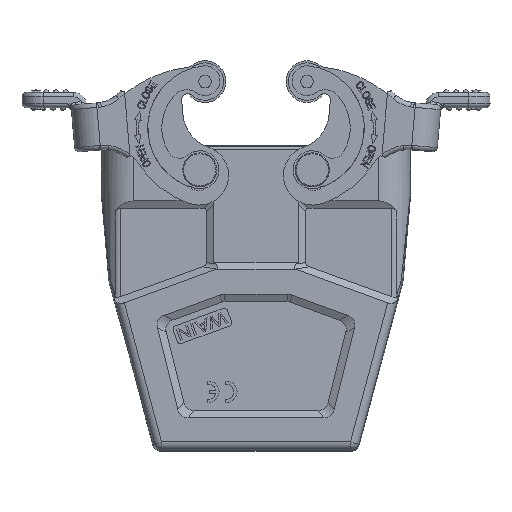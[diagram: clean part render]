
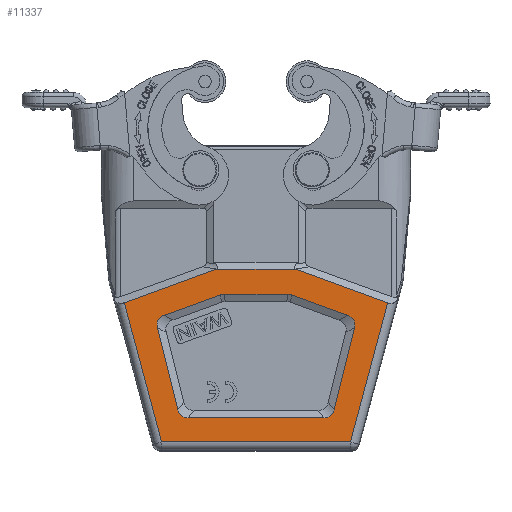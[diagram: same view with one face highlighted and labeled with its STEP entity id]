
A CAD part, front view. The second image highlights one B-rep face of the part: STEP entity #11337.
In plain terms, the highlighted planar face has unit normal (0, -1, 0).
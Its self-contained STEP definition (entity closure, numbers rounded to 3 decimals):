
#11337=ADVANCED_FACE('',(#12733,#12734),#12149,.F.);
#12149=PLANE('',#36276);
#12165=ELLIPSE('',#33960,12.156,5.);
#12166=ELLIPSE('',#33963,12.156,5.);
#12167=ELLIPSE('',#33966,12.766,5.);
#12168=ELLIPSE('',#33969,10.116,5.);
#12169=ELLIPSE('',#33972,10.116,5.);
#12170=ELLIPSE('',#33975,12.766,5.);
#12733=FACE_BOUND('',#14534,.T.);
#12734=FACE_BOUND('',#14535,.T.);
#14534=EDGE_LOOP('',(#26634,#26635,#26636,#26637,#26638,#26639,#26640,#26641,
#26642,#26643,#26644,#26645));
#14535=EDGE_LOOP('',(#26646,#26647,#26648,#26649,#26650,#26651));
#14700=LINE('',#43894,#16952);
#14703=LINE('',#43902,#16955);
#14706=LINE('',#43910,#16958);
#14709=LINE('',#43918,#16961);
#14712=LINE('',#43926,#16964);
#14714=LINE('',#43932,#16966);
#16759=LINE('',#57767,#19089);
#16768=LINE('',#57842,#19098);
#16769=LINE('',#57846,#19099);
#16771=LINE('',#57856,#19101);
#16781=LINE('',#57897,#19111);
#16782=LINE('',#57899,#19112);
#16952=VECTOR('',#36644,1.);
#16955=VECTOR('',#36653,1.);
#16958=VECTOR('',#36662,1.);
#16961=VECTOR('',#36671,1.);
#16964=VECTOR('',#36680,1.);
#16966=VECTOR('',#36688,1.);
#19089=VECTOR('',#43327,1.);
#19098=VECTOR('',#43370,1.);
#19099=VECTOR('',#43375,1.);
#19101=VECTOR('',#43387,1.);
#19111=VECTOR('',#43429,1.);
#19112=VECTOR('',#43432,1.);
#26634=ORIENTED_EDGE('',*,*,#29395,.T.);
#26635=ORIENTED_EDGE('',*,*,#29393,.F.);
#26636=ORIENTED_EDGE('',*,*,#29391,.T.);
#26637=ORIENTED_EDGE('',*,*,#29389,.T.);
#26638=ORIENTED_EDGE('',*,*,#29387,.T.);
#26639=ORIENTED_EDGE('',*,*,#29385,.F.);
#26640=ORIENTED_EDGE('',*,*,#29383,.T.);
#26641=ORIENTED_EDGE('',*,*,#29381,.T.);
#26642=ORIENTED_EDGE('',*,*,#29379,.T.);
#26643=ORIENTED_EDGE('',*,*,#29377,.T.);
#26644=ORIENTED_EDGE('',*,*,#29375,.F.);
#26645=ORIENTED_EDGE('',*,*,#29396,.T.);
#26646=ORIENTED_EDGE('',*,*,#32933,.T.);
#26647=ORIENTED_EDGE('',*,*,#32928,.F.);
#26648=ORIENTED_EDGE('',*,*,#32926,.F.);
#26649=ORIENTED_EDGE('',*,*,#32906,.T.);
#26650=ORIENTED_EDGE('',*,*,#32951,.F.);
#26651=ORIENTED_EDGE('',*,*,#32952,.F.);
#26844=VERTEX_POINT('',#43887);
#26845=VERTEX_POINT('',#43889);
#26846=VERTEX_POINT('',#43893);
#26847=VERTEX_POINT('',#43897);
#26848=VERTEX_POINT('',#43901);
#26849=VERTEX_POINT('',#43905);
#26850=VERTEX_POINT('',#43909);
#26851=VERTEX_POINT('',#43913);
#26852=VERTEX_POINT('',#43917);
#26853=VERTEX_POINT('',#43921);
#26854=VERTEX_POINT('',#43925);
#26855=VERTEX_POINT('',#43929);
#29153=VERTEX_POINT('',#57761);
#29154=VERTEX_POINT('',#57765);
#29164=VERTEX_POINT('',#57843);
#29165=VERTEX_POINT('',#57847);
#29166=VERTEX_POINT('',#57853);
#29174=VERTEX_POINT('',#57896);
#29375=EDGE_CURVE('',#26845,#26844,#12165,.T.);
#29377=EDGE_CURVE('',#26846,#26844,#14700,.T.);
#29379=EDGE_CURVE('',#26847,#26846,#12166,.T.);
#29381=EDGE_CURVE('',#26848,#26847,#14703,.T.);
#29383=EDGE_CURVE('',#26849,#26848,#12167,.T.);
#29385=EDGE_CURVE('',#26849,#26850,#14706,.T.);
#29387=EDGE_CURVE('',#26851,#26850,#12168,.T.);
#29389=EDGE_CURVE('',#26852,#26851,#14709,.T.);
#29391=EDGE_CURVE('',#26853,#26852,#12169,.T.);
#29393=EDGE_CURVE('',#26853,#26854,#14712,.T.);
#29395=EDGE_CURVE('',#26855,#26854,#12170,.T.);
#29396=EDGE_CURVE('',#26845,#26855,#14714,.T.);
#32906=EDGE_CURVE('',#29154,#29153,#16759,.T.);
#32926=EDGE_CURVE('',#29154,#29164,#16768,.T.);
#32928=EDGE_CURVE('',#29164,#29165,#16769,.T.);
#32933=EDGE_CURVE('',#29166,#29165,#16771,.T.);
#32951=EDGE_CURVE('',#29174,#29153,#16781,.T.);
#32952=EDGE_CURVE('',#29166,#29174,#16782,.T.);
#33960=AXIS2_PLACEMENT_3D('',#43890,#36639,#36640);
#33963=AXIS2_PLACEMENT_3D('',#43898,#36648,#36649);
#33966=AXIS2_PLACEMENT_3D('',#43906,#36657,#36658);
#33969=AXIS2_PLACEMENT_3D('',#43914,#36666,#36667);
#33972=AXIS2_PLACEMENT_3D('',#43922,#36675,#36676);
#33975=AXIS2_PLACEMENT_3D('',#43930,#36684,#36685);
#36276=AXIS2_PLACEMENT_3D('',#57901,#43435,#43436);
#36639=DIRECTION('',(0.,-1.,0.));
#36640=DIRECTION('',(-0.624,0.,-0.782));
#36644=DIRECTION('',(-1.,0.,0.));
#36648=DIRECTION('',(0.,1.,0.));
#36649=DIRECTION('',(0.624,0.,-0.782));
#36653=DIRECTION('',(-0.242,0.,-0.97));
#36657=DIRECTION('',(0.,1.,0.));
#36658=DIRECTION('',(-0.887,0.,-0.462));
#36662=DIRECTION('',(-0.94,0.,0.342));
#36666=DIRECTION('',(0.,1.,0.));
#36667=DIRECTION('',(0.174,0.,0.985));
#36671=DIRECTION('',(1.,0.,0.));
#36675=DIRECTION('',(0.,1.,0.));
#36676=DIRECTION('',(-0.174,0.,0.985));
#36680=DIRECTION('',(-0.94,0.,-0.342));
#36684=DIRECTION('',(0.,1.,0.));
#36685=DIRECTION('',(0.887,0.,-0.462));
#36688=DIRECTION('',(-0.242,0.,0.97));
#43327=DIRECTION('',(-1.,0.,0.));
#43370=DIRECTION('',(0.94,0.,-0.342));
#43375=DIRECTION('',(-0.259,0.,-0.966));
#43387=DIRECTION('',(1.,0.,0.));
#43429=DIRECTION('',(0.94,0.,0.342));
#43432=DIRECTION('',(-0.259,0.,0.966));
#43435=DIRECTION('',(0.,1.,0.));
#43436=DIRECTION('',(1.,0.,0.));
#43887=CARTESIAN_POINT('',(-15.977,-22.5,-64.151));
#43889=CARTESIAN_POINT('',(-18.398,-22.5,-62.277));
#43890=CARTESIAN_POINT('',(-9.991,-22.5,-54.151));
#43893=CARTESIAN_POINT('',(15.977,-22.5,-64.151));
#43894=CARTESIAN_POINT('',(15.977,-22.5,-64.151));
#43897=CARTESIAN_POINT('',(18.398,-22.5,-62.277));
#43898=CARTESIAN_POINT('',(9.991,-22.5,-54.151));
#43901=CARTESIAN_POINT('',(23.224,-22.5,-42.895));
#43902=CARTESIAN_POINT('',(23.224,-22.5,-42.895));
#43905=CARTESIAN_POINT('',(21.647,-22.5,-39.967));
#43906=CARTESIAN_POINT('',(11.769,-22.5,-47.013));
#43909=CARTESIAN_POINT('',(8.414,-22.5,-35.151));
#43910=CARTESIAN_POINT('',(21.647,-22.5,-39.967));
#43913=CARTESIAN_POINT('',(7.559,-22.5,-35.));
#43914=CARTESIAN_POINT('',(6.237,-22.5,-45.));
#43917=CARTESIAN_POINT('',(-7.559,-22.5,-35.));
#43918=CARTESIAN_POINT('',(-7.559,-22.5,-35.));
#43921=CARTESIAN_POINT('',(-8.414,-22.5,-35.151));
#43922=CARTESIAN_POINT('',(-6.237,-22.5,-45.));
#43925=CARTESIAN_POINT('',(-21.647,-22.5,-39.967));
#43926=CARTESIAN_POINT('',(-8.414,-22.5,-35.151));
#43929=CARTESIAN_POINT('',(-23.224,-22.5,-42.895));
#43930=CARTESIAN_POINT('',(-11.769,-22.5,-47.013));
#43932=CARTESIAN_POINT('',(-18.398,-22.5,-62.277));
#57761=CARTESIAN_POINT('',(-9.211,-22.499,-29.055));
#57765=CARTESIAN_POINT('',(9.211,-22.499,-29.055));
#57767=CARTESIAN_POINT('',(0.,-22.5,-29.057));
#57842=CARTESIAN_POINT('',(22.07,-22.5,-33.736));
#57843=CARTESIAN_POINT('',(31.065,-22.5,-37.01));
#57846=CARTESIAN_POINT('',(38.236,-22.5,-10.245));
#57847=CARTESIAN_POINT('',(22.273,-22.5,-69.821));
#57853=CARTESIAN_POINT('',(-22.273,-22.5,-69.821));
#57856=CARTESIAN_POINT('',(-22.273,-22.5,-69.821));
#57896=CARTESIAN_POINT('',(-31.065,-22.5,-37.01));
#57897=CARTESIAN_POINT('',(-22.07,-22.5,-33.736));
#57899=CARTESIAN_POINT('',(-66.131,-22.5,93.859));
#57901=CARTESIAN_POINT('',(0.,-22.5,0.));
